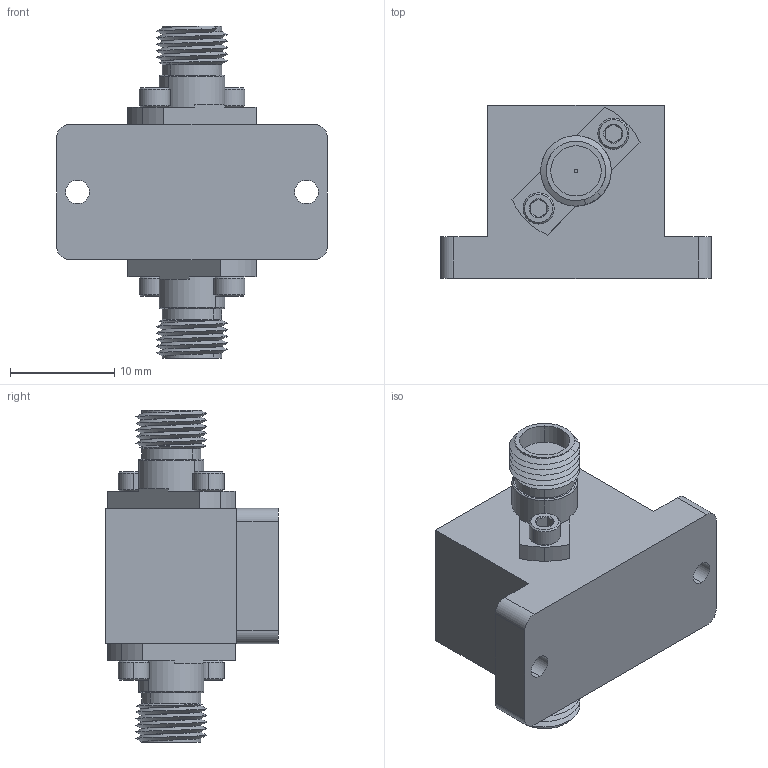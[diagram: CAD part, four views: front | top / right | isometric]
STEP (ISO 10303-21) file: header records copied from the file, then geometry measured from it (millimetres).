
FILE_DESCRIPTION (( 'STEP AP214' ), '1' );
FILE_NAME ('SNC-2233331615-KFKF-I7.STEP', '2018-09-06T21:59:30', ( '' ), ( '' ), 'SwSTEP 2.0', 'SolidWorks 2016', '' );
FILE_SCHEMA (( 'AUTOMOTIVE_DESIGN' ));
Length unit declared in the file: inch
Products named in the file (1): SNC-2233331615-KFKF-I7
Bounding box: 26 x 16.6 x 31.9 mm (x, y, z)
Volume: 4735.3 mm3; surface area: 2924 mm2
Topology: 7 solids, 7 shells, 364 faces, 932 edges, 596 vertices
Faces by surface type: cylinder 214, plane 74, cone 60, bspline 12, torus 4
Entity records: 22262 total; most frequent: CARTESIAN_POINT 9559, ORIENTED_EDGE 1864, DIRECTION 1434, EDGE_CURVE 932, VERTEX_POINT 596, AXIS2_PLACEMENT_3D 547, EDGE_LOOP 394, UNCERTAINTY_MEASURE_WITH_UNIT 373
